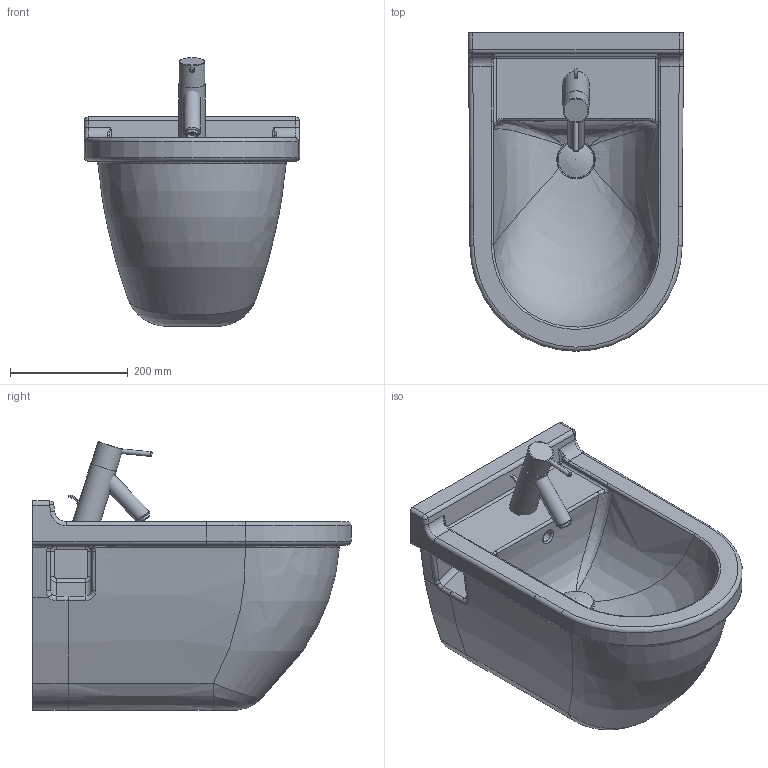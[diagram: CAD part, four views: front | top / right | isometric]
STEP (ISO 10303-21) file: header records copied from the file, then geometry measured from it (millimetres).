
FILE_DESCRIPTION((''),'2;1');
FILE_NAME('223015.stp','2007-08-06T09:16:36',('Huebner'),(''),'Autodesk Inventor 11','Autodesk Inventor 11','');
FILE_SCHEMA(('AUTOMOTIVE_DESIGN { 1 0 10303 214 1 1 1 1 }'));
Length unit declared in the file: millimetre
Products named in the file (10): 223015; Kelch; Stopfen; Baterie_Starck3; hebel1; Griff_2Starck3; Hebel3kurz; Halterstarck3; Neoperl_Starck3
Assembly tree (9 placements, depth 3):
  223015
    223015
    Kelch
    Stopfen
    Baterie_Starck3
      hebel1
      Griff_2Starck3
      Hebel3kurz
      Halterstarck3
      Neoperl_Starck3
Bounding box: 365 x 540 x 455.5 mm (x, y, z)
Volume: 30597804.8 mm3; surface area: 950505.2 mm2
Topology: 8 solids, 8 shells, 234 faces, 547 edges, 321 vertices
Faces by surface type: bspline 90, cylinder 68, plane 54, torus 16, sphere 4, cone 2
Full cylindrical faces by diameter (mm): 8 x1, 9.368 x1, 15 x2, 16 x1, 20 x2, 25 x1, 28 x1, 42 x1, 44 x2, 45 x1, 55 x1, 60 x1
Entity records: 19184 total; most frequent: CARTESIAN_POINT 14235, ORIENTED_EDGE 1008, DIRECTION 874, EDGE_CURVE 504, AXIS2_PLACEMENT_3D 360, VERTEX_POINT 315, EDGE_LOOP 273, FACE_OUTER_BOUND 234
